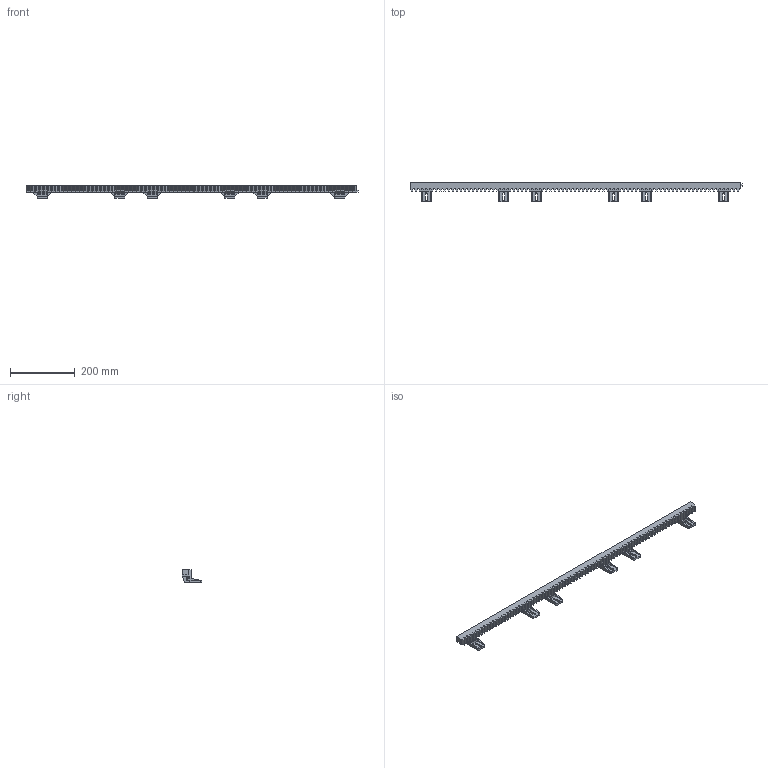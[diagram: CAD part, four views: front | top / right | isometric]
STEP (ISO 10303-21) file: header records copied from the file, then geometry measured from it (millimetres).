
FILE_DESCRIPTION (( 'STEP AP214' ), '1' );
FILE_NAME ('H_01PVC-BS.STEP', '2021-11-16T13:21:50', ( '' ), ( '' ), 'SwSTEP 2.0', 'SolidWorks 2019', '' );
FILE_SCHEMA (( 'AUTOMOTIVE_DESIGN' ));
Length unit declared in the file: millimetre
Products named in the file (3): H_01PVC-BS; H_01PVC-BS.P1; H_01PVC-BS.P2
Assembly tree (2 placements, depth 2):
  H_01PVC-BS
    H_01PVC-BS.P1
    H_01PVC-BS.P2
Bounding box: 1022.98 x 60 x 39.95 mm (x, y, z)
Volume: 565941.1 mm3; surface area: 227005.7 mm2
Topology: 2 solids, 3 shells, 698 faces, 2076 edges, 1384 vertices
Faces by surface type: plane 506, cylinder 192
Entity records: 23416 total; most frequent: CARTESIAN_POINT 4199, ORIENTED_EDGE 4152, DIRECTION 3854, EDGE_CURVE 2076, LINE 1680, VECTOR 1680, VERTEX_POINT 1384, AXIS2_PLACEMENT_3D 1087
